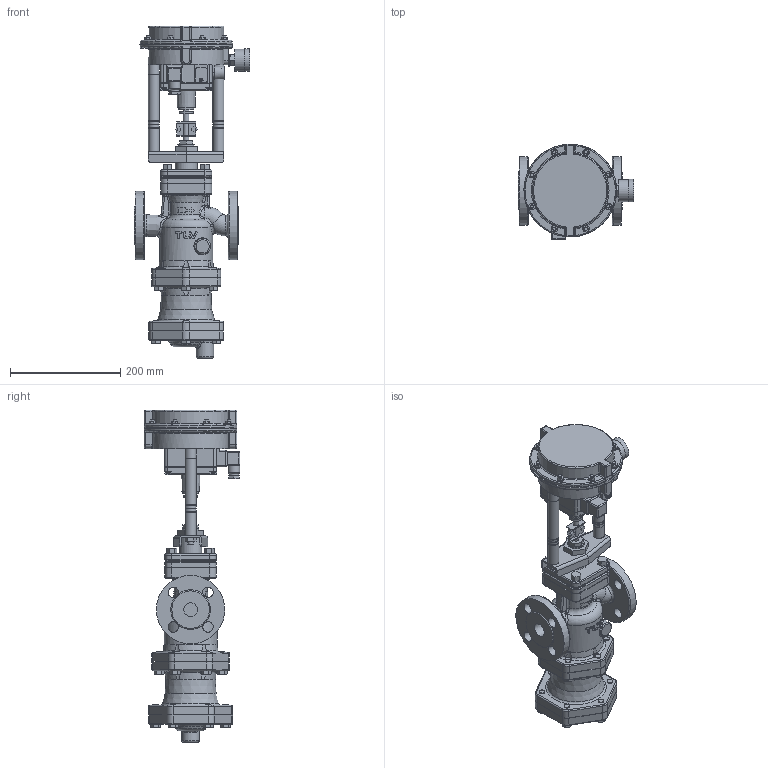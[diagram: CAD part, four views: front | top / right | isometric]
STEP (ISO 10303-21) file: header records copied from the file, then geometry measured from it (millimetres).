
FILE_DESCRIPTION(/* description */ (''),/* implementation_level */ '2;1');
FILE_NAME(/* name */ 'cvcs0-025-a0250-00.stp',/* time_stamp */ '2019-02-27T10:20:35+09:00',/* author */ ('nakaot'),/* organization */ (''),/* preprocessor_version */ 'ST-DEVELOPER v15.6',/* originating_system */ 'Autodesk Inventor 2015',/* authorisation */ '');
FILE_SCHEMA (('AUTOMOTIVE_DESIGN { 1 0 10303 214 3 1 1 }'));
Products named in the file (1): cvcs0-025-a0250-00
Bounding box: 209 x 173.01 x 602 mm (x, y, z)
Volume: 4976085.5 mm3; surface area: 496188.4 mm2
Topology: 1 solids, 1 shells, 1364 faces, 3290 edges, 2021 vertices
Faces by surface type: plane 690, cylinder 335, bspline 121, torus 102, cone 94, sphere 22
Full cylindrical faces by diameter (mm): 6 x8, 7 x1, 8 x4, 10 x41, 10.5 x1, 11 x1, 11.3 x8, 12 x12, 12.403 x1, 16.077 x2, 17 x1, 17.475 x1, 18 x6, 19 x8, 20 x10, 21 x1, 22 x1, 24 x1, 25 x3, 28 x1, 30 x1, 32 x1, 40 x2, 41 x1, 49.132 x1, 50.365 x1, 57.982 x1, 90 x2, 96 x1, 124 x2
Entity records: 51364 total; most frequent: CARTESIAN_POINT 21341, ORIENTED_EDGE 6132, DIRECTION 6066, EDGE_CURVE 3066, AXIS2_PLACEMENT_3D 2329, VERTEX_POINT 1972, EDGE_LOOP 1690, LINE 1408
